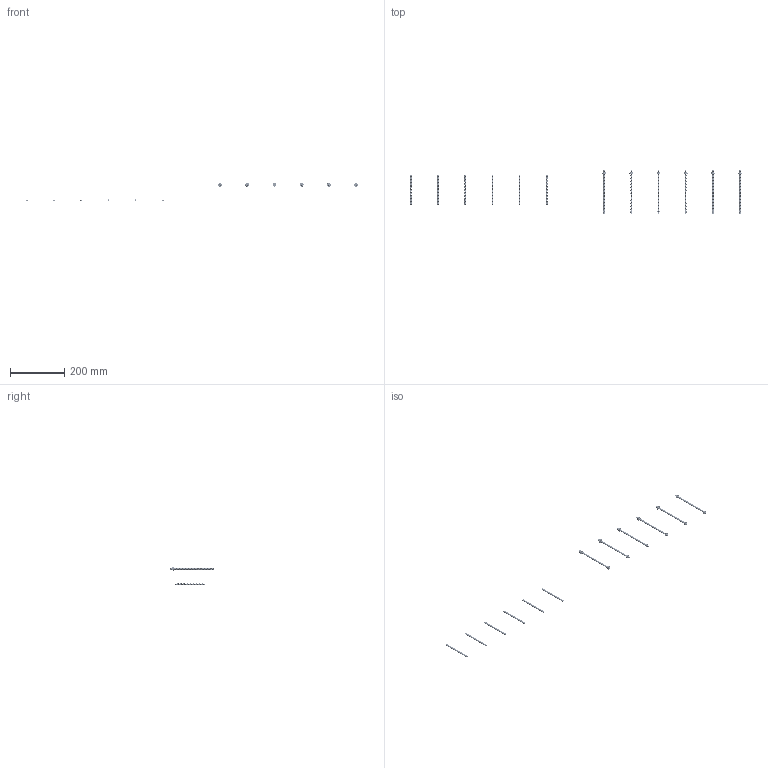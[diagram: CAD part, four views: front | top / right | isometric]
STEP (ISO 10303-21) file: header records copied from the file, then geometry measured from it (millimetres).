
FILE_DESCRIPTION(('STEP AP203'),'1');
FILE_NAME('cabs-fixkit.stp','2024-09-10T14:59:07',('TraceParts'),('TraceParts S.A.'),'Spatial InterOp 3D',' ',' ');
FILE_SCHEMA(('CONFIG_CONTROL_DESIGN'));
Length unit declared in the file: millimetre
Products named in the file (1): 1
Bounding box: 1220.91 x 160 x 66.92 mm (x, y, z)
Volume: 44347.4 mm3; surface area: 51045.3 mm2
Topology: 24 solids, 24 shells, 11346 faces, 23268 edges, 11976 vertices
Faces by surface type: cone 6996, cylinder 3624, plane 666, bspline 36, torus 24
Entity records: 290660 total; most frequent: DIRECTION 56184, CARTESIAN_POINT 50046, ORIENTED_EDGE 46536, EDGE_CURVE 23268, AXIS2_PLACEMENT_3D 22350, VERTEX_POINT 11976, LINE 11484, VECTOR 11484
